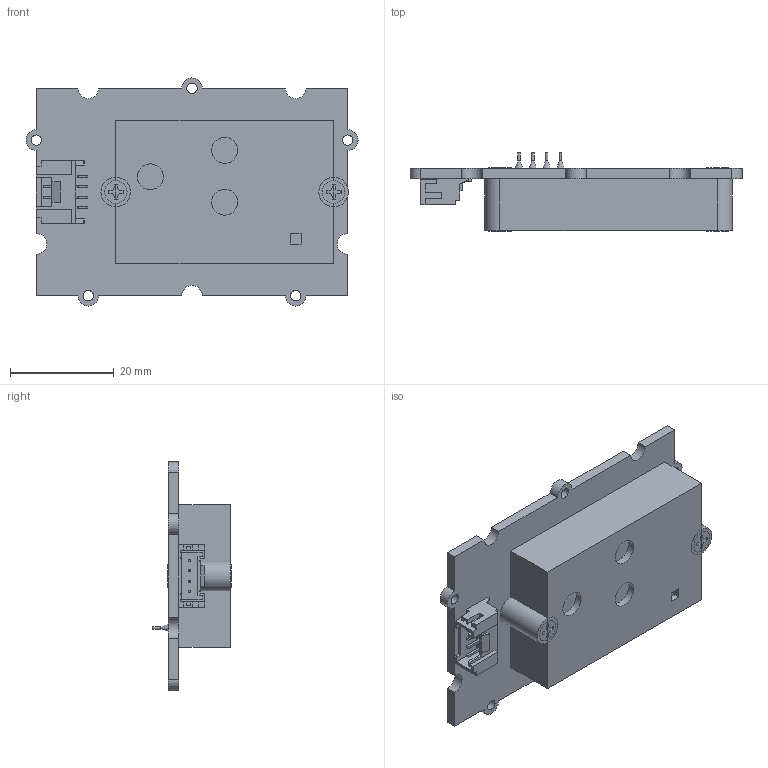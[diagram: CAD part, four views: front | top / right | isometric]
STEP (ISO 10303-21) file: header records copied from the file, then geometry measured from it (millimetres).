
FILE_DESCRIPTION(/* description */ (''),/* implementation_level */ '2;1');
FILE_NAME(/* name */ 'Seed Grove SCD30.step',/* time_stamp */ '2020-12-02T17:09:17+01:00',/* author */ (''),/* organization */ (''),/* preprocessor_version */ 'ST-DEVELOPER v18.1',/* originating_system */ 'Autodesk Translation Framework v9.3.0.1241',/* authorisation */ '');
FILE_SCHEMA (('AUTOMOTIVE_DESIGN { 1 0 10303 214 3 1 1 }'));
Length unit declared in the file: millimetre
Products named in the file (5): Seed Grove SCD30; Grove Connector (flat); 96877A110(Mirror); 96877A110; 96877A110(Mirror) (1)
Assembly tree (5 placements, depth 2):
  Seed Grove SCD30
    Grove Connector (flat)
    96877A110  x2
    96877A110(Mirror)
    96877A110(Mirror) (1)
Bounding box: 64 x 15.1 x 44 mm (x, y, z)
Volume: 17020.2 mm3; surface area: 10398.1 mm2
Topology: 13 solids, 13 shells, 422 faces, 1098 edges, 726 vertices
Faces by surface type: plane 290, cylinder 92, cone 32, bspline 8
Full cylindrical faces by diameter (mm): 0.5 x4, 1.571 x16, 2 x5, 2.184 x12, 5 x3, 5.7 x2
Entity records: 14295 total; most frequent: CARTESIAN_POINT 4839, ORIENTED_EDGE 1974, DIRECTION 1790, EDGE_CURVE 987, LINE 706, VECTOR 706, VERTEX_POINT 654, AXIS2_PLACEMENT_3D 542
